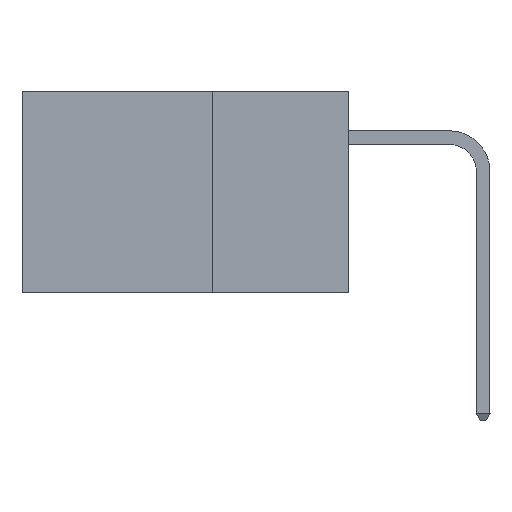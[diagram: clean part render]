
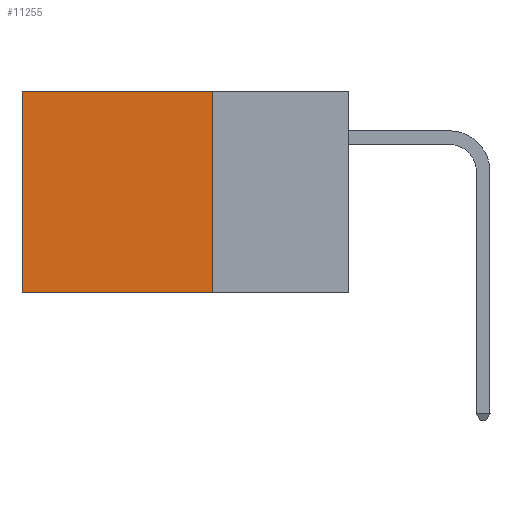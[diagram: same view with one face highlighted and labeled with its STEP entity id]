
A CAD part, left-side view. The second image highlights one B-rep face of the part: STEP entity #11255.
In plain terms, the highlighted planar face has unit normal (-1, 0, 0).
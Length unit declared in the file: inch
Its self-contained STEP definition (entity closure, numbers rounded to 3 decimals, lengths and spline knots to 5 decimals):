
#336 = EDGE_LOOP ( 'NONE', ( #28099, #21564, #7243, #3320 ) ) ;
#1226 = LINE ( 'NONE', #32290, #26265 ) ;
#2800 = CARTESIAN_POINT ( 'NONE',  ( 0.2875, 0.25, 0. ) ) ;
#3320 = ORIENTED_EDGE ( 'NONE', *, *, #14981, .T. ) ;
#4621 = VERTEX_POINT ( 'NONE', #15483 ) ;
#5646 = DIRECTION ( 'NONE',  ( 0., 0., -1. ) ) ;
#5665 = DIRECTION ( 'NONE',  ( 0., 0., -1. ) ) ;
#6265 = VECTOR ( 'NONE', #19486, 39.37008 ) ;
#7243 = ORIENTED_EDGE ( 'NONE', *, *, #17071, .F. ) ;
#8031 = DIRECTION ( 'NONE',  ( 1., 0., 0. ) ) ;
#8389 = CARTESIAN_POINT ( 'NONE',  ( 0.2875, 0.25, -0.37 ) ) ;
#9538 = LINE ( 'NONE', #21867, #23686 ) ;
#10657 = VERTEX_POINT ( 'NONE', #25006 ) ;
#11255 = ADVANCED_FACE ( 'NONE', ( #18162 ), #25769, .F. ) ;
#14388 = DIRECTION ( 'NONE',  ( 0., 1., 0. ) ) ;
#14981 = EDGE_CURVE ( 'NONE', #10657, #4621, #16602, .T. ) ;
#15483 = CARTESIAN_POINT ( 'NONE',  ( 0.2875, 0.6, 0. ) ) ;
#15939 = AXIS2_PLACEMENT_3D ( 'NONE', #2800, #8031, #5646 ) ;
#16449 = LINE ( 'NONE', #31654, #29473 ) ;
#16602 = LINE ( 'NONE', #26913, #6265 ) ;
#17071 = EDGE_CURVE ( 'NONE', #10657, #27061, #16449, .T. ) ;
#17642 = EDGE_CURVE ( 'NONE', #27061, #22132, #1226, .T. ) ;
#18162 = FACE_OUTER_BOUND ( 'NONE', #336, .T. ) ;
#19486 = DIRECTION ( 'NONE',  ( 0., 1., 0. ) ) ;
#19613 = CARTESIAN_POINT ( 'NONE',  ( 0.2875, 0.6, -0.37 ) ) ;
#20121 = EDGE_CURVE ( 'NONE', #4621, #22132, #9538, .T. ) ;
#21564 = ORIENTED_EDGE ( 'NONE', *, *, #17642, .F. ) ;
#21867 = CARTESIAN_POINT ( 'NONE',  ( 0.2875, 0.6, 0. ) ) ;
#22132 = VERTEX_POINT ( 'NONE', #19613 ) ;
#23686 = VECTOR ( 'NONE', #24567, 39.37008 ) ;
#24567 = DIRECTION ( 'NONE',  ( 0., 0., -1. ) ) ;
#25006 = CARTESIAN_POINT ( 'NONE',  ( 0.2875, 0.25, 0. ) ) ;
#25769 = PLANE ( 'NONE',  #15939 ) ;
#26265 = VECTOR ( 'NONE', #14388, 39.37008 ) ;
#26913 = CARTESIAN_POINT ( 'NONE',  ( 0.2875, 0.25, 0. ) ) ;
#27061 = VERTEX_POINT ( 'NONE', #8389 ) ;
#28099 = ORIENTED_EDGE ( 'NONE', *, *, #20121, .T. ) ;
#29473 = VECTOR ( 'NONE', #5665, 39.37008 ) ;
#31654 = CARTESIAN_POINT ( 'NONE',  ( 0.2875, 0.25, 0. ) ) ;
#32290 = CARTESIAN_POINT ( 'NONE',  ( 0.2875, 0.25, -0.37 ) ) ;
